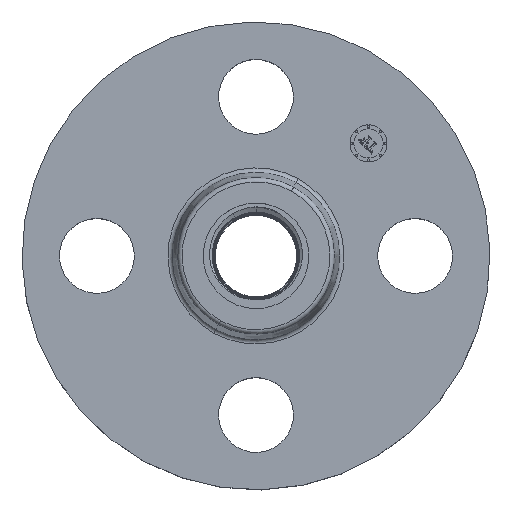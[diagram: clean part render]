
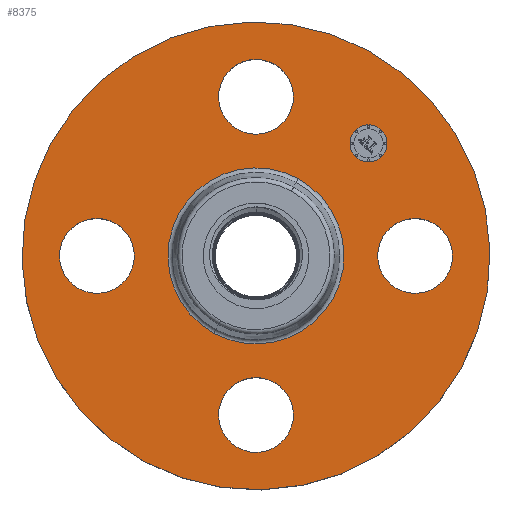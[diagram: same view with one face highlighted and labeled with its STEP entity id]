
A CAD part, top view. The second image highlights one B-rep face of the part: STEP entity #8375.
In plain terms, the highlighted planar face has unit normal (0, 0, 1).
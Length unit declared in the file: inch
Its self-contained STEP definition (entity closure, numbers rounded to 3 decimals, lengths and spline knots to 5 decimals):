
#431=AXIS2_PLACEMENT_3D('Circle Axis2P3D',#429,#430,$) ;
#443=AXIS2_PLACEMENT_3D('Circle Axis2P3D',#441,#442,$) ;
#467=AXIS2_PLACEMENT_3D('Circle Axis2P3D',#465,#466,$) ;
#486=AXIS2_PLACEMENT_3D('Circle Axis2P3D',#484,#485,$) ;
#503=AXIS2_PLACEMENT_3D('Circle Axis2P3D',#501,#502,$) ;
#538=AXIS2_PLACEMENT_3D('Circle Axis2P3D',#536,#537,$) ;
#660=AXIS2_PLACEMENT_3D('Circle Axis2P3D',#658,#659,$) ;
#672=AXIS2_PLACEMENT_3D('Circle Axis2P3D',#670,#671,$) ;
#703=AXIS2_PLACEMENT_3D('Circle Axis2P3D',#701,#702,$) ;
#715=AXIS2_PLACEMENT_3D('Circle Axis2P3D',#713,#714,$) ;
#746=AXIS2_PLACEMENT_3D('Circle Axis2P3D',#744,#745,$) ;
#758=AXIS2_PLACEMENT_3D('Circle Axis2P3D',#756,#757,$) ;
#8331=AXIS2_PLACEMENT_3D('Plane Axis2P3D',#8328,#8329,#8330) ;
#8359=AXIS2_PLACEMENT_3D('Circle Axis2P3D',#8357,#8358,$) ;
#8368=AXIS2_PLACEMENT_3D('Circle Axis2P3D',#8366,#8367,$) ;
#419=CARTESIAN_POINT('Vertex',(1.68621,0.23971,1.38)) ;
#426=CARTESIAN_POINT('Vertex',(2.56379,-0.23971,1.38)) ;
#429=CARTESIAN_POINT('Axis2P3D Location',(2.125,0.,1.38)) ;
#441=CARTESIAN_POINT('Axis2P3D Location',(2.125,0.,1.38)) ;
#462=CARTESIAN_POINT('Vertex',(1.4982,2.74245,1.38)) ;
#465=CARTESIAN_POINT('Axis2P3D Location',(0.,0.,1.38)) ;
#469=CARTESIAN_POINT('Vertex',(-1.4982,-2.74245,1.38)) ;
#484=CARTESIAN_POINT('Axis2P3D Location',(0.,0.,1.38)) ;
#501=CARTESIAN_POINT('Axis2P3D Location',(0.,0.,1.38)) ;
#505=CARTESIAN_POINT('Vertex',(0.56349,1.03146,1.38)) ;
#507=CARTESIAN_POINT('Vertex',(-0.56349,-1.03146,1.38)) ;
#536=CARTESIAN_POINT('Axis2P3D Location',(0.,0.,1.38)) ;
#648=CARTESIAN_POINT('Vertex',(-0.23971,1.68621,1.38)) ;
#655=CARTESIAN_POINT('Vertex',(0.23971,2.56379,1.38)) ;
#658=CARTESIAN_POINT('Axis2P3D Location',(0.,2.125,1.38)) ;
#670=CARTESIAN_POINT('Axis2P3D Location',(0.,2.125,1.38)) ;
#691=CARTESIAN_POINT('Vertex',(-1.68621,-0.23971,1.38)) ;
#698=CARTESIAN_POINT('Vertex',(-2.56379,0.23971,1.38)) ;
#701=CARTESIAN_POINT('Axis2P3D Location',(-2.125,0.,1.38)) ;
#713=CARTESIAN_POINT('Axis2P3D Location',(-2.125,0.,1.38)) ;
#734=CARTESIAN_POINT('Vertex',(0.23971,-1.68621,1.38)) ;
#741=CARTESIAN_POINT('Vertex',(-0.23971,-2.56379,1.38)) ;
#744=CARTESIAN_POINT('Axis2P3D Location',(0.,-2.125,1.38)) ;
#756=CARTESIAN_POINT('Axis2P3D Location',(0.,-2.125,1.38)) ;
#8328=CARTESIAN_POINT('Axis2P3D Location',(0.,3.125,1.38)) ;
#8357=CARTESIAN_POINT('Axis2P3D Location',(1.5026,1.5026,1.38)) ;
#8361=CARTESIAN_POINT('Vertex',(1.32759,1.67761,1.38)) ;
#8363=CARTESIAN_POINT('Vertex',(1.67761,1.32759,1.38)) ;
#8366=CARTESIAN_POINT('Axis2P3D Location',(1.5026,1.5026,1.38)) ;
#430=DIRECTION('Axis2P3D Direction',(0.,-0.,-0.039)) ;
#442=DIRECTION('Axis2P3D Direction',(0.,-0.,-0.039)) ;
#466=DIRECTION('Axis2P3D Direction',(0.,0.,-0.039)) ;
#485=DIRECTION('Axis2P3D Direction',(0.,0.,-0.039)) ;
#502=DIRECTION('Axis2P3D Direction',(0.,0.,-0.039)) ;
#537=DIRECTION('Axis2P3D Direction',(0.,0.,-0.039)) ;
#659=DIRECTION('Axis2P3D Direction',(0.,0.,-0.039)) ;
#671=DIRECTION('Axis2P3D Direction',(0.,0.,-0.039)) ;
#702=DIRECTION('Axis2P3D Direction',(-0.,0.,-0.039)) ;
#714=DIRECTION('Axis2P3D Direction',(-0.,0.,-0.039)) ;
#745=DIRECTION('Axis2P3D Direction',(0.,-0.,-0.039)) ;
#757=DIRECTION('Axis2P3D Direction',(0.,-0.,-0.039)) ;
#8329=DIRECTION('Axis2P3D Direction',(0.,0.,-0.039)) ;
#8330=DIRECTION('Axis2P3D XDirection',(0.039,0.,0.)) ;
#8358=DIRECTION('Axis2P3D Direction',(0.,0.,-0.039)) ;
#8367=DIRECTION('Axis2P3D Direction',(0.,0.,-0.039)) ;
#8334=ORIENTED_EDGE('',*,*,#471,.F.) ;
#8335=ORIENTED_EDGE('',*,*,#488,.F.) ;
#8338=ORIENTED_EDGE('',*,*,#433,.T.) ;
#8339=ORIENTED_EDGE('',*,*,#445,.T.) ;
#8342=ORIENTED_EDGE('',*,*,#540,.T.) ;
#8343=ORIENTED_EDGE('',*,*,#509,.T.) ;
#8346=ORIENTED_EDGE('',*,*,#760,.T.) ;
#8347=ORIENTED_EDGE('',*,*,#748,.T.) ;
#8350=ORIENTED_EDGE('',*,*,#717,.T.) ;
#8351=ORIENTED_EDGE('',*,*,#705,.T.) ;
#8354=ORIENTED_EDGE('',*,*,#674,.T.) ;
#8355=ORIENTED_EDGE('',*,*,#662,.T.) ;
#8372=ORIENTED_EDGE('',*,*,#8365,.T.) ;
#8373=ORIENTED_EDGE('',*,*,#8370,.T.) ;
#8340=FACE_BOUND('',#8337,.T.) ;
#8344=FACE_BOUND('',#8341,.T.) ;
#8348=FACE_BOUND('',#8345,.T.) ;
#8352=FACE_BOUND('',#8349,.T.) ;
#8356=FACE_BOUND('',#8353,.T.) ;
#8374=FACE_BOUND('',#8371,.T.) ;
#8375=ADVANCED_FACE('PartBody',(#8336,#8340,#8344,#8348,#8352,#8356,#8374),#8332,.F.) ;
#432=CIRCLE('generated circle',#431,0.5) ;
#444=CIRCLE('generated circle',#443,0.5) ;
#468=CIRCLE('generated circle',#467,3.125) ;
#487=CIRCLE('generated circle',#486,3.125) ;
#504=CIRCLE('generated circle',#503,1.17535) ;
#539=CIRCLE('generated circle',#538,1.17535) ;
#661=CIRCLE('generated circle',#660,0.5) ;
#673=CIRCLE('generated circle',#672,0.5) ;
#704=CIRCLE('generated circle',#703,0.5) ;
#716=CIRCLE('generated circle',#715,0.5) ;
#747=CIRCLE('generated circle',#746,0.5) ;
#759=CIRCLE('generated circle',#758,0.5) ;
#8360=CIRCLE('generated circle',#8359,0.2475) ;
#8369=CIRCLE('generated circle',#8368,0.2475) ;
#433=EDGE_CURVE('',#420,#427,#432,.T.) ;
#445=EDGE_CURVE('',#427,#420,#444,.T.) ;
#471=EDGE_CURVE('',#463,#470,#468,.T.) ;
#488=EDGE_CURVE('',#470,#463,#487,.T.) ;
#509=EDGE_CURVE('',#506,#508,#504,.T.) ;
#540=EDGE_CURVE('',#508,#506,#539,.T.) ;
#662=EDGE_CURVE('',#649,#656,#661,.T.) ;
#674=EDGE_CURVE('',#656,#649,#673,.T.) ;
#705=EDGE_CURVE('',#692,#699,#704,.T.) ;
#717=EDGE_CURVE('',#699,#692,#716,.T.) ;
#748=EDGE_CURVE('',#735,#742,#747,.T.) ;
#760=EDGE_CURVE('',#742,#735,#759,.T.) ;
#8365=EDGE_CURVE('',#8362,#8364,#8360,.T.) ;
#8370=EDGE_CURVE('',#8364,#8362,#8369,.T.) ;
#8333=EDGE_LOOP('',(#8334,#8335)) ;
#8337=EDGE_LOOP('',(#8338,#8339)) ;
#8341=EDGE_LOOP('',(#8342,#8343)) ;
#8345=EDGE_LOOP('',(#8346,#8347)) ;
#8349=EDGE_LOOP('',(#8350,#8351)) ;
#8353=EDGE_LOOP('',(#8354,#8355)) ;
#8371=EDGE_LOOP('',(#8372,#8373)) ;
#8336=FACE_OUTER_BOUND('',#8333,.T.) ;
#8332=PLANE('',#8331) ;
#420=VERTEX_POINT('',#419) ;
#427=VERTEX_POINT('',#426) ;
#463=VERTEX_POINT('',#462) ;
#470=VERTEX_POINT('',#469) ;
#506=VERTEX_POINT('',#505) ;
#508=VERTEX_POINT('',#507) ;
#649=VERTEX_POINT('',#648) ;
#656=VERTEX_POINT('',#655) ;
#692=VERTEX_POINT('',#691) ;
#699=VERTEX_POINT('',#698) ;
#735=VERTEX_POINT('',#734) ;
#742=VERTEX_POINT('',#741) ;
#8362=VERTEX_POINT('',#8361) ;
#8364=VERTEX_POINT('',#8363) ;
